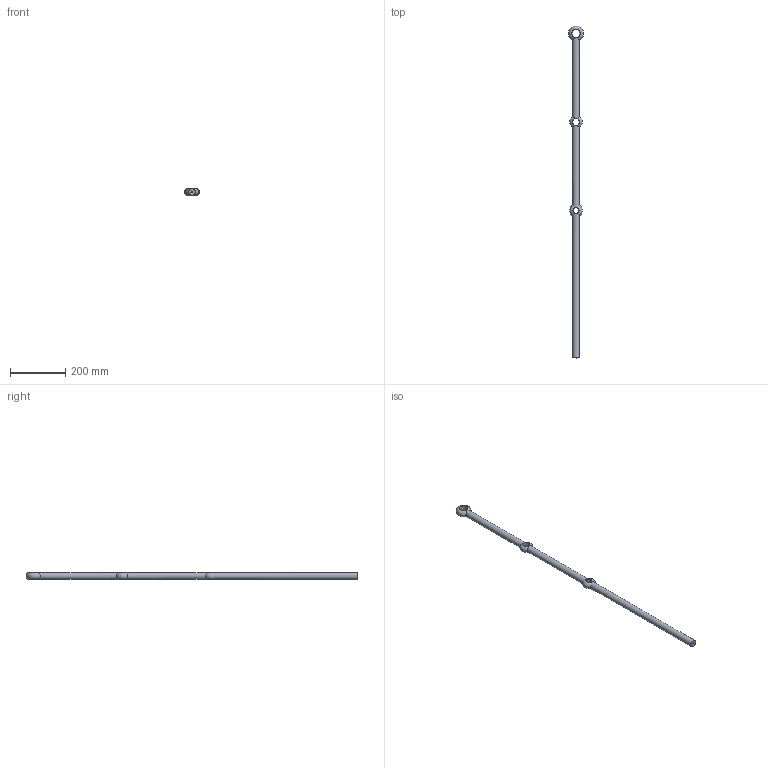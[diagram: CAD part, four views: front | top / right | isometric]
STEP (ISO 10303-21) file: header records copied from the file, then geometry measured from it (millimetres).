
FILE_DESCRIPTION (( 'STEP AP203' ), '1' );
FILE_NAME ('18532.STEP', '2023-04-26T09:00:53', ( '' ), ( '' ), 'SwSTEP 2.0', 'SolidWorks 2018', '' );
FILE_SCHEMA (( 'CONFIG_CONTROL_DESIGN' ));
Length unit declared in the file: millimetre
Products named in the file (1): 18532
Bounding box: 53.98 x 1199.99 x 25 mm (x, y, z)
Volume: 607364.2 mm3; surface area: 106702.9 mm2
Topology: 3 solids, 3 shells, 199 faces, 537 edges, 356 vertices
Faces by surface type: plane 94, bspline 93, cylinder 8, torus 4
Full cylindrical faces by diameter (mm): 22 x1, 25 x4, 30 x1
Entity records: 11200 total; most frequent: CARTESIAN_POINT 6832, ORIENTED_EDGE 1054, DIRECTION 550, EDGE_CURVE 527, VERTEX_POINT 353, VECTOR 318, LINE 318, EDGE_LOOP 224
